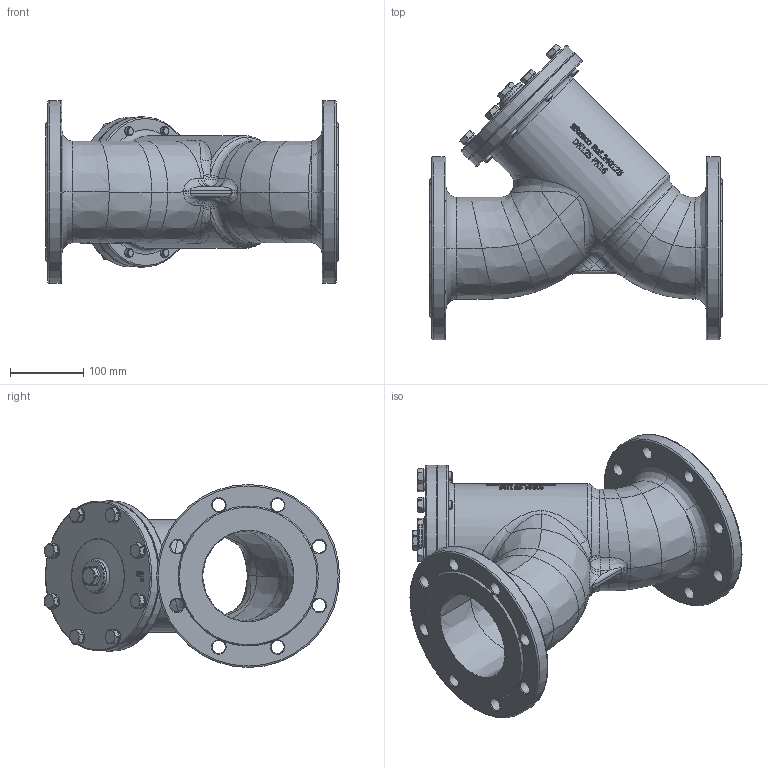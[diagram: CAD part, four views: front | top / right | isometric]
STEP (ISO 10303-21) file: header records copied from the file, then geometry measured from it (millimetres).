
FILE_DESCRIPTION(/* description */ ('240125'),/* implementation_level */ '2;1');
FILE_NAME(/* name */ '240125.stp',/* time_stamp */ '2018-01-10T11:27:39+01:00',/* author */ ('jmorand'),/* organization */ ('Sferaco'),/* preprocessor_version */ 'ST-DEVELOPER v16.5',/* originating_system */ 'Autodesk Inventor 2017',/* authorisation */ '');
FILE_SCHEMA (('CONFIG_CONTROL_DESIGN'));
Products named in the file (1): 2049F-PN16 DN125_Shrinkwrap_1
Bounding box: 400 x 403.54 x 250 mm (x, y, z)
Volume: 3612693.1 mm3; surface area: 711728.6 mm2
Topology: 1 solids, 10 shells, 1441 faces, 3745 edges, 2412 vertices
Faces by surface type: bspline 582, plane 555, cylinder 181, cone 57, torus 52, sphere 14
Full cylindrical faces by diameter (mm): 12 x16, 14 x8, 16 x1, 18 x16, 19 x8, 24 x1, 27.5 x1, 35 x1, 43 x2, 120 x1, 132 x2, 140 x1, 154 x1, 205 x2, 250 x2
Entity records: 65540 total; most frequent: CARTESIAN_POINT 33156, ORIENTED_EDGE 7030, DIRECTION 5001, EDGE_CURVE 3515, VERTEX_POINT 2340, AXIS2_PLACEMENT_3D 1754, EDGE_LOOP 1739, LINE 1493
